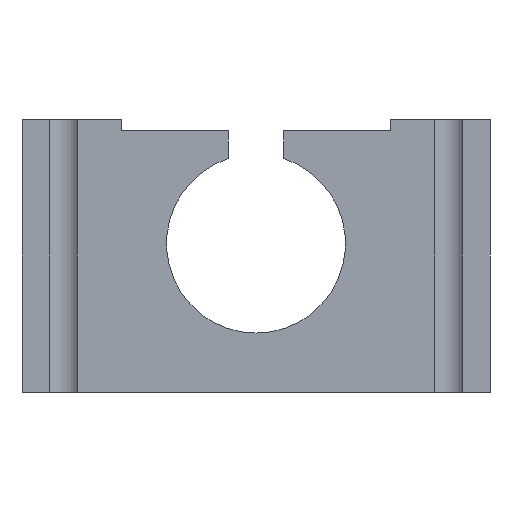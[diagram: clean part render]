
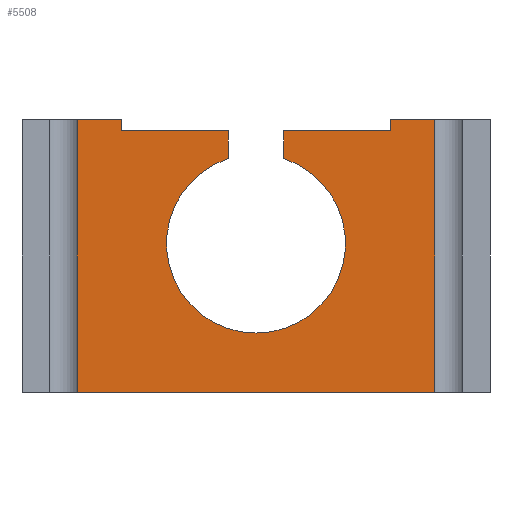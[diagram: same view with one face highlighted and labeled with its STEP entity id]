
A CAD part, front view. The second image highlights one B-rep face of the part: STEP entity #5508.
In plain terms, the highlighted planar face has unit normal (0, -1, 0).
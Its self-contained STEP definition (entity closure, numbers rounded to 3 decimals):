
#9 = DIRECTION ( 'NONE',  ( 0., -1., 0. ) ) ;
#84 = VECTOR ( 'NONE', #10249, 1000. ) ;
#188 = DIRECTION ( 'NONE',  ( 0., 0., -1. ) ) ;
#343 = CARTESIAN_POINT ( 'NONE',  ( 39.852, -84.243, 0. ) ) ;
#695 = DIRECTION ( 'NONE',  ( 0., 1., 0. ) ) ;
#699 = LINE ( 'NONE', #10850, #6234 ) ;
#765 = CARTESIAN_POINT ( 'NONE',  ( 39.852, -84.243, 49.5 ) ) ;
#1284 = LINE ( 'NONE', #11140, #84 ) ;
#1388 = EDGE_CURVE ( 'NONE', #11375, #13593, #8803, .T. ) ;
#1466 = VECTOR ( 'NONE', #14342, 1000. ) ;
#1746 = CARTESIAN_POINT ( 'NONE',  ( 7.352, -84.243, 27. ) ) ;
#1779 = CARTESIAN_POINT ( 'NONE',  ( -17.148, -84.243, 47.5 ) ) ;
#1945 = ORIENTED_EDGE ( 'NONE', *, *, #6408, .T. ) ;
#2439 = ORIENTED_EDGE ( 'NONE', *, *, #13520, .T. ) ;
#2613 = CARTESIAN_POINT ( 'NONE',  ( 31.852, -84.243, 49.5 ) ) ;
#2722 = AXIS2_PLACEMENT_3D ( 'NONE', #7896, #9, #4498 ) ;
#3094 = CARTESIAN_POINT ( 'NONE',  ( -17.148, -84.243, 49.5 ) ) ;
#3357 = VECTOR ( 'NONE', #11589, 1000. ) ;
#3587 = DIRECTION ( 'NONE',  ( 0., 0., 1. ) ) ;
#3712 = CARTESIAN_POINT ( 'NONE',  ( -25.148, -84.243, 49.5 ) ) ;
#3750 = VERTEX_POINT ( 'NONE', #4331 ) ;
#3936 = CARTESIAN_POINT ( 'NONE',  ( 12.352, -84.243, 47.5 ) ) ;
#4011 = VECTOR ( 'NONE', #6203, 1000. ) ;
#4048 = CARTESIAN_POINT ( 'NONE',  ( 7.352, -84.243, 10.75 ) ) ;
#4182 = EDGE_CURVE ( 'NONE', #9786, #8100, #5362, .T. ) ;
#4331 = CARTESIAN_POINT ( 'NONE',  ( 2.352, -84.243, 47.5 ) ) ;
#4393 = CARTESIAN_POINT ( 'NONE',  ( -17.148, -84.243, 47.5 ) ) ;
#4498 = DIRECTION ( 'NONE',  ( 0., 0., -1. ) ) ;
#4915 = LINE ( 'NONE', #13719, #3357 ) ;
#4921 = VECTOR ( 'NONE', #12594, 1000. ) ;
#5007 = VERTEX_POINT ( 'NONE', #12406 ) ;
#5258 = DIRECTION ( 'NONE',  ( 0., 1., 0. ) ) ;
#5294 = VERTEX_POINT ( 'NONE', #4393 ) ;
#5362 = CIRCLE ( 'NONE', #9349, 16.25 ) ;
#5410 = VERTEX_POINT ( 'NONE', #3936 ) ;
#5508 = ADVANCED_FACE ( 'NONE', ( #5613 ), #10087, .T. ) ;
#5613 = FACE_OUTER_BOUND ( 'NONE', #6881, .T. ) ;
#5800 = LINE ( 'NONE', #7945, #12432 ) ;
#5958 = ORIENTED_EDGE ( 'NONE', *, *, #13059, .T. ) ;
#6046 = VERTEX_POINT ( 'NONE', #14010 ) ;
#6120 = VECTOR ( 'NONE', #10044, 1000. ) ;
#6203 = DIRECTION ( 'NONE',  ( 0., 0., 1. ) ) ;
#6234 = VECTOR ( 'NONE', #14066, 1000. ) ;
#6316 = ORIENTED_EDGE ( 'NONE', *, *, #10625, .T. ) ;
#6408 = EDGE_CURVE ( 'NONE', #10802, #8614, #7263, .T. ) ;
#6440 = VECTOR ( 'NONE', #188, 1000. ) ;
#6677 = CARTESIAN_POINT ( 'NONE',  ( -25.148, -84.243, 0. ) ) ;
#6881 = EDGE_LOOP ( 'NONE', ( #13488, #14192, #7327, #6316, #1945, #2439, #7691, #14544, #13123, #7789, #5958, #13483, #9564 ) ) ;
#7263 = LINE ( 'NONE', #2613, #10037 ) ;
#7327 = ORIENTED_EDGE ( 'NONE', *, *, #7334, .T. ) ;
#7334 = EDGE_CURVE ( 'NONE', #13593, #6046, #699, .T. ) ;
#7605 = LINE ( 'NONE', #1779, #4011 ) ;
#7609 = LINE ( 'NONE', #13172, #1466 ) ;
#7691 = ORIENTED_EDGE ( 'NONE', *, *, #14157, .T. ) ;
#7789 = ORIENTED_EDGE ( 'NONE', *, *, #12568, .T. ) ;
#7896 = CARTESIAN_POINT ( 'NONE',  ( 7.352, -84.243, 27. ) ) ;
#7945 = CARTESIAN_POINT ( 'NONE',  ( 2.352, -84.243, 42.462 ) ) ;
#7985 = AXIS2_PLACEMENT_3D ( 'NONE', #1746, #5258, #13184 ) ;
#8100 = VERTEX_POINT ( 'NONE', #4048 ) ;
#8420 = LINE ( 'NONE', #765, #8442 ) ;
#8442 = VECTOR ( 'NONE', #9597, 1000. ) ;
#8614 = VERTEX_POINT ( 'NONE', #8671 ) ;
#8671 = CARTESIAN_POINT ( 'NONE',  ( 31.852, -84.243, 47.5 ) ) ;
#8803 = LINE ( 'NONE', #13265, #6120 ) ;
#8835 = CARTESIAN_POINT ( 'NONE',  ( -25.148, -84.243, 49.5 ) ) ;
#9030 = CARTESIAN_POINT ( 'NONE',  ( 12.352, -84.243, 47.5 ) ) ;
#9182 = CARTESIAN_POINT ( 'NONE',  ( 12.352, -84.243, 42.462 ) ) ;
#9206 = VERTEX_POINT ( 'NONE', #8835 ) ;
#9218 = VERTEX_POINT ( 'NONE', #3094 ) ;
#9349 = AXIS2_PLACEMENT_3D ( 'NONE', #13111, #695, #12964 ) ;
#9383 = LINE ( 'NONE', #3712, #4921 ) ;
#9564 = ORIENTED_EDGE ( 'NONE', *, *, #14522, .T. ) ;
#9597 = DIRECTION ( 'NONE',  ( -1., 0., 0. ) ) ;
#9786 = VERTEX_POINT ( 'NONE', #9182 ) ;
#10037 = VECTOR ( 'NONE', #10691, 1000. ) ;
#10044 = DIRECTION ( 'NONE',  ( 1., 0., 0. ) ) ;
#10087 = PLANE ( 'NONE',  #2722 ) ;
#10217 = EDGE_CURVE ( 'NONE', #9206, #11375, #9383, .T. ) ;
#10249 = DIRECTION ( 'NONE',  ( -1., 0., 0. ) ) ;
#10553 = EDGE_CURVE ( 'NONE', #8100, #5007, #12429, .T. ) ;
#10625 = EDGE_CURVE ( 'NONE', #6046, #10802, #8420, .T. ) ;
#10691 = DIRECTION ( 'NONE',  ( 0., 0., -1. ) ) ;
#10802 = VERTEX_POINT ( 'NONE', #13828 ) ;
#10850 = CARTESIAN_POINT ( 'NONE',  ( 39.852, -84.243, 0. ) ) ;
#11140 = CARTESIAN_POINT ( 'NONE',  ( -17.148, -84.243, 49.5 ) ) ;
#11375 = VERTEX_POINT ( 'NONE', #6677 ) ;
#11589 = DIRECTION ( 'NONE',  ( -1., 0., 0. ) ) ;
#12065 = EDGE_CURVE ( 'NONE', #5294, #9218, #7605, .T. ) ;
#12406 = CARTESIAN_POINT ( 'NONE',  ( 2.352, -84.243, 42.462 ) ) ;
#12429 = CIRCLE ( 'NONE', #7985, 16.25 ) ;
#12432 = VECTOR ( 'NONE', #3587, 1000. ) ;
#12568 = EDGE_CURVE ( 'NONE', #5007, #3750, #5800, .T. ) ;
#12594 = DIRECTION ( 'NONE',  ( 0., 0., -1. ) ) ;
#12964 = DIRECTION ( 'NONE',  ( 0., 0., -1. ) ) ;
#13059 = EDGE_CURVE ( 'NONE', #3750, #5294, #7609, .T. ) ;
#13111 = CARTESIAN_POINT ( 'NONE',  ( 7.352, -84.243, 27. ) ) ;
#13123 = ORIENTED_EDGE ( 'NONE', *, *, #10553, .T. ) ;
#13172 = CARTESIAN_POINT ( 'NONE',  ( 2.352, -84.243, 47.5 ) ) ;
#13184 = DIRECTION ( 'NONE',  ( 0., 0., -1. ) ) ;
#13265 = CARTESIAN_POINT ( 'NONE',  ( -25.148, -84.243, 0. ) ) ;
#13483 = ORIENTED_EDGE ( 'NONE', *, *, #12065, .T. ) ;
#13488 = ORIENTED_EDGE ( 'NONE', *, *, #10217, .T. ) ;
#13492 = LINE ( 'NONE', #9030, #6440 ) ;
#13520 = EDGE_CURVE ( 'NONE', #8614, #5410, #4915, .T. ) ;
#13593 = VERTEX_POINT ( 'NONE', #343 ) ;
#13719 = CARTESIAN_POINT ( 'NONE',  ( 31.852, -84.243, 47.5 ) ) ;
#13828 = CARTESIAN_POINT ( 'NONE',  ( 31.852, -84.243, 49.5 ) ) ;
#14010 = CARTESIAN_POINT ( 'NONE',  ( 39.852, -84.243, 49.5 ) ) ;
#14066 = DIRECTION ( 'NONE',  ( 0., 0., 1. ) ) ;
#14157 = EDGE_CURVE ( 'NONE', #5410, #9786, #13492, .T. ) ;
#14192 = ORIENTED_EDGE ( 'NONE', *, *, #1388, .T. ) ;
#14342 = DIRECTION ( 'NONE',  ( -1., 0., 0. ) ) ;
#14522 = EDGE_CURVE ( 'NONE', #9218, #9206, #1284, .T. ) ;
#14544 = ORIENTED_EDGE ( 'NONE', *, *, #4182, .T. ) ;
